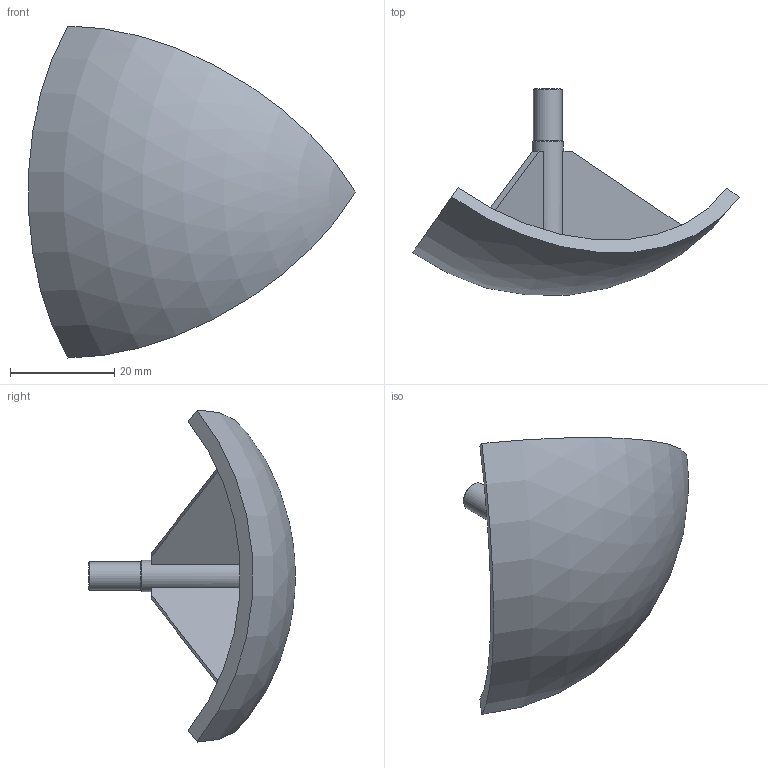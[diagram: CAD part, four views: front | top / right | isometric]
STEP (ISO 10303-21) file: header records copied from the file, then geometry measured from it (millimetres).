
FILE_DESCRIPTION(/* description */ (''),/* implementation_level */ '2;1');
FILE_NAME(/* name */ '1007845.stp',/* time_stamp */ '2024-07-24T14:21:33+02:00',/* author */ ('Bo'),/* organization */ (''),/* preprocessor_version */ 'ST-DEVELOPER v20',/* originating_system */ 'Autodesk Inventor 2025',/* authorisation */ ' ');
FILE_SCHEMA (('AUTOMOTIVE_DESIGN { 1 0 10303 214 3 1 1 }'));
Length unit declared in the file: millimetre
Products named in the file (1): 1007845
Bounding box: 62.62 x 39.66 x 63.64 mm (x, y, z)
Volume: 11459.4 mm3; surface area: 9205.6 mm2
Topology: 1 solids, 1 shells, 23 faces, 59 edges, 38 vertices
Faces by surface type: plane 17, cylinder 2, cone 2, sphere 2
Full cylindrical faces by diameter (mm): 5.5 x1, 6 x1
Entity records: 752 total; most frequent: DIRECTION 134, CARTESIAN_POINT 119, ORIENTED_EDGE 114, EDGE_CURVE 57, AXIS2_PLACEMENT_3D 53, VERTEX_POINT 38, CIRCLE 29, LINE 28
